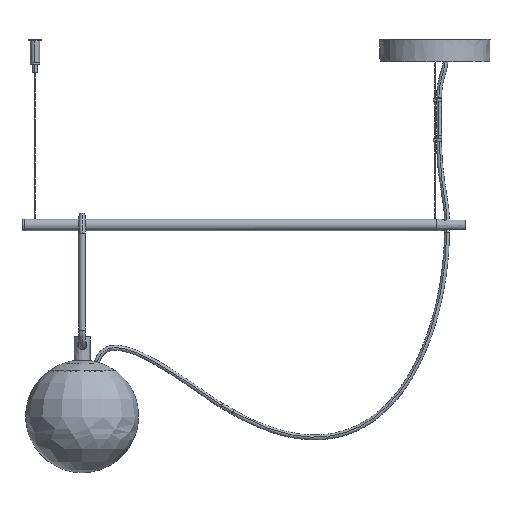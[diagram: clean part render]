
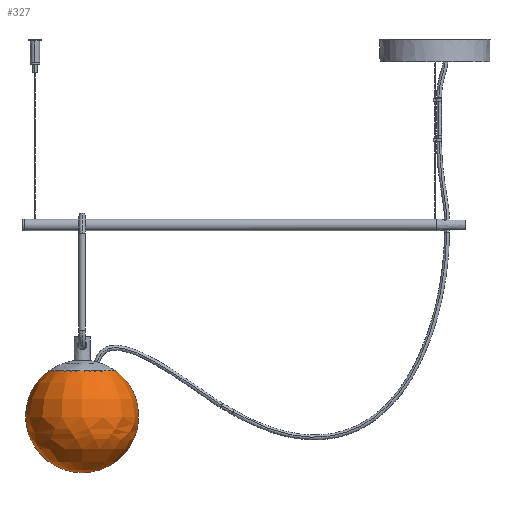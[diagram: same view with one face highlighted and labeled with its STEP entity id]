
A CAD part, left-side view. The second image highlights one B-rep face of the part: STEP entity #327.
In plain terms, the highlighted free-form (B-spline) face has degree [2, 2] with [5, 5] control points.
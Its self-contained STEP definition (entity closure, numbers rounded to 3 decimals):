
#327=ADVANCED_FACE($,(#525),#2606,.T.);
#525=FACE_OUTER_BOUND($,#734,.T.);
#734=EDGE_LOOP($,(#1362,#1363,#1364));
#1362=ORIENTED_EDGE($,*,*,#2005,.T.);
#1363=ORIENTED_EDGE($,*,*,#2006,.T.);
#1364=ORIENTED_EDGE($,*,*,#2011,.F.);
#2005=EDGE_CURVE($,#2371,#2370,#3022,.T.);
#2006=EDGE_CURVE($,#2370,#2369,#3023,.T.);
#2011=EDGE_CURVE($,#2371,#2369,#3027,.T.);
#2369=VERTEX_POINT($,#7947);
#2370=VERTEX_POINT($,#7948);
#2371=VERTEX_POINT($,#7949);
#2606=(
BOUNDED_SURFACE()
B_SPLINE_SURFACE(2,2,((#7881,#7882,#7883,#7884,#7885),(#7886,#7887,#7888,
#7889,#7890),(#7891,#7892,#7893,#7894,#7895),(#7896,#7897,#7898,#7899,#7900),
(#7901,#7902,#7903,#7904,#7905)),.UNSPECIFIED.,.F.,.F.,.F.)
B_SPLINE_SURFACE_WITH_KNOTS((3,2,3),(3,2,3),(3.142,4.712,
6.283),(-0.927,0.322,1.571),
.UNSPECIFIED.)
GEOMETRIC_REPRESENTATION_ITEM()
RATIONAL_B_SPLINE_SURFACE(((1.,0.811,1.,0.811,1.),
(0.707,0.574,0.707,0.574,
0.707),(1.,0.811,1.,0.811,1.),(0.707,
0.574,0.707,0.574,0.707),
(1.,0.811,1.,0.811,1.)))
REPRESENTATION_ITEM($)
SURFACE()
);
#3022=(
BOUNDED_CURVE()
B_SPLINE_CURVE(2,(#7720,#7721,#7722,#7723,#7724),.UNSPECIFIED.,.F.,.F.)
B_SPLINE_CURVE_WITH_KNOTS((3,2,3),(131.947,197.92,263.894),
.UNSPECIFIED.)
CURVE()
GEOMETRIC_REPRESENTATION_ITEM()
RATIONAL_B_SPLINE_CURVE((1.,0.707,1.,0.707,1.))
REPRESENTATION_ITEM($)
);
#3023=(
BOUNDED_CURVE()
B_SPLINE_CURVE(2,(#7725,#7726,#7727,#7728,#7729),.UNSPECIFIED.,.F.,.F.)
B_SPLINE_CURVE_WITH_KNOTS((3,2,3),(-0.927,0.322,
1.571),.UNSPECIFIED.)
CURVE()
GEOMETRIC_REPRESENTATION_ITEM()
RATIONAL_B_SPLINE_CURVE((1.,0.811,1.,0.811,1.))
REPRESENTATION_ITEM($)
);
#3027=(
BOUNDED_CURVE()
B_SPLINE_CURVE(2,(#7743,#7744,#7745,#7746,#7747),.UNSPECIFIED.,.F.,.F.)
B_SPLINE_CURVE_WITH_KNOTS((3,2,3),(-0.927,0.322,
1.571),.UNSPECIFIED.)
CURVE()
GEOMETRIC_REPRESENTATION_ITEM()
RATIONAL_B_SPLINE_CURVE((1.,0.811,1.,0.811,1.))
REPRESENTATION_ITEM($)
);
#7720=CARTESIAN_POINT($,(0.,140.4,-181.));
#7721=CARTESIAN_POINT($,(-42.,140.4,-181.));
#7722=CARTESIAN_POINT($,(-42.,182.4,-181.));
#7723=CARTESIAN_POINT($,(-42.,224.4,-181.));
#7724=CARTESIAN_POINT($,(0.,224.4,-181.));
#7725=CARTESIAN_POINT($,(0.,224.4,-181.));
#7726=CARTESIAN_POINT($,(0.,264.763,-211.272));
#7727=CARTESIAN_POINT($,(0.,248.808,-259.136));
#7728=CARTESIAN_POINT($,(0.,232.853,-307.));
#7729=CARTESIAN_POINT($,(0.,182.4,-307.));
#7743=CARTESIAN_POINT($,(0.,140.4,-181.));
#7744=CARTESIAN_POINT($,(0.,100.037,-211.272));
#7745=CARTESIAN_POINT($,(0.,115.992,-259.136));
#7746=CARTESIAN_POINT($,(0.,131.947,-307.));
#7747=CARTESIAN_POINT($,(0.,182.4,-307.));
#7881=CARTESIAN_POINT($,(0.,140.4,-181.));
#7882=CARTESIAN_POINT($,(0.,100.037,-211.272));
#7883=CARTESIAN_POINT($,(0.,115.992,-259.136));
#7884=CARTESIAN_POINT($,(0.,131.947,-307.));
#7885=CARTESIAN_POINT($,(0.,182.4,-307.));
#7886=CARTESIAN_POINT($,(-42.,140.4,-181.));
#7887=CARTESIAN_POINT($,(-82.363,100.037,-211.272));
#7888=CARTESIAN_POINT($,(-66.408,115.992,-259.136));
#7889=CARTESIAN_POINT($,(-50.453,131.947,-307.));
#7890=CARTESIAN_POINT($,(0.,182.4,-307.));
#7891=CARTESIAN_POINT($,(-42.,182.4,-181.));
#7892=CARTESIAN_POINT($,(-82.363,182.4,-211.272));
#7893=CARTESIAN_POINT($,(-66.408,182.4,-259.136));
#7894=CARTESIAN_POINT($,(-50.453,182.4,-307.));
#7895=CARTESIAN_POINT($,(0.,182.4,-307.));
#7896=CARTESIAN_POINT($,(-42.,224.4,-181.));
#7897=CARTESIAN_POINT($,(-82.363,264.763,-211.272));
#7898=CARTESIAN_POINT($,(-66.408,248.808,-259.136));
#7899=CARTESIAN_POINT($,(-50.453,232.853,-307.));
#7900=CARTESIAN_POINT($,(0.,182.4,-307.));
#7901=CARTESIAN_POINT($,(0.,224.4,-181.));
#7902=CARTESIAN_POINT($,(0.,264.763,-211.272));
#7903=CARTESIAN_POINT($,(0.,248.808,-259.136));
#7904=CARTESIAN_POINT($,(0.,232.853,-307.));
#7905=CARTESIAN_POINT($,(0.,182.4,-307.));
#7947=CARTESIAN_POINT($,(0.,182.4,-307.));
#7948=CARTESIAN_POINT($,(0.,224.4,-181.));
#7949=CARTESIAN_POINT($,(0.,140.4,-181.));
